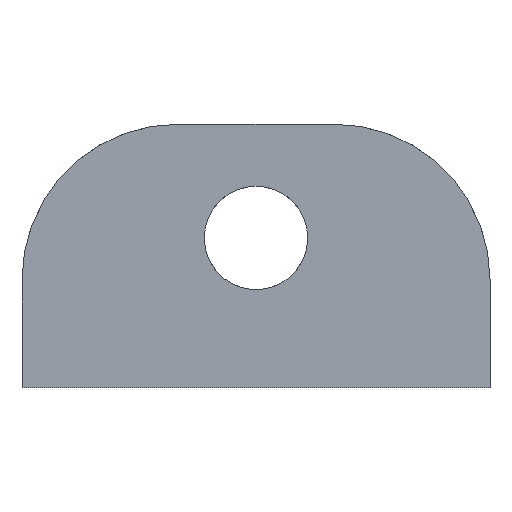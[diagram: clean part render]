
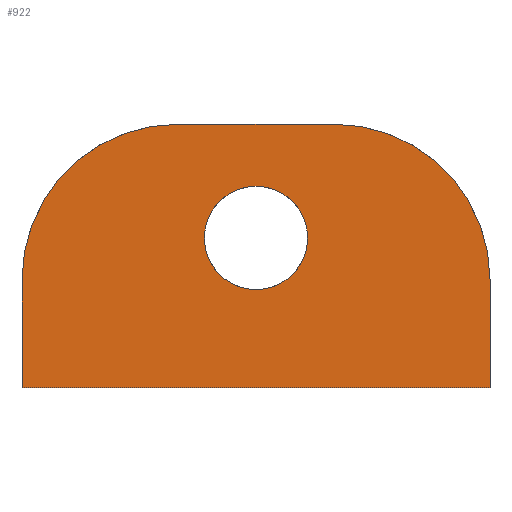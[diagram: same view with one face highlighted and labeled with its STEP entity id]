
A CAD part, front view. The second image highlights one B-rep face of the part: STEP entity #922.
In plain terms, the highlighted planar face has unit normal (0, -1, 0).
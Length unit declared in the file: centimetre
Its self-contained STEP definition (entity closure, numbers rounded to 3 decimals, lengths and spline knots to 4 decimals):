
#17=FACE_BOUND('',#129,.T.);
#26=PLANE('',#997);
#78=FACE_OUTER_BOUND('',#128,.T.);
#128=EDGE_LOOP('',(#821,#822,#823,#824,#825,#826));
#129=EDGE_LOOP('',(#827));
#141=CIRCLE('',#980,0.3321);
#148=CIRCLE('',#990,1.);
#149=CIRCLE('',#993,1.);
#256=LINE('',#2776,#305);
#264=LINE('',#3489,#313);
#267=LINE('',#3496,#316);
#272=LINE('',#3504,#321);
#305=VECTOR('',#1108,1.);
#313=VECTOR('',#1148,1.);
#316=VECTOR('',#1157,1.);
#321=VECTOR('',#1164,1.);
#396=VERTEX_POINT('',#2770);
#398=VERTEX_POINT('',#2774);
#399=VERTEX_POINT('',#3437);
#411=VERTEX_POINT('',#3482);
#412=VERTEX_POINT('',#3483);
#413=VERTEX_POINT('',#3488);
#414=VERTEX_POINT('',#3492);
#520=EDGE_CURVE('',#396,#398,#256,.T.);
#529=EDGE_CURVE('',#399,#399,#141,.T.);
#544=EDGE_CURVE('',#411,#412,#148,.T.);
#547=EDGE_CURVE('',#412,#413,#264,.T.);
#549=EDGE_CURVE('',#413,#414,#149,.T.);
#551=EDGE_CURVE('',#398,#414,#267,.T.);
#556=EDGE_CURVE('',#396,#411,#272,.T.);
#821=ORIENTED_EDGE('',*,*,#544,.F.);
#822=ORIENTED_EDGE('',*,*,#556,.F.);
#823=ORIENTED_EDGE('',*,*,#520,.T.);
#824=ORIENTED_EDGE('',*,*,#551,.T.);
#825=ORIENTED_EDGE('',*,*,#549,.F.);
#826=ORIENTED_EDGE('',*,*,#547,.F.);
#827=ORIENTED_EDGE('',*,*,#529,.T.);
#922=ADVANCED_FACE('',(#78,#17),#26,.T.);
#980=AXIS2_PLACEMENT_3D('',#3438,#1117,#1118);
#990=AXIS2_PLACEMENT_3D('',#3484,#1142,#1143);
#993=AXIS2_PLACEMENT_3D('',#3493,#1152,#1153);
#997=AXIS2_PLACEMENT_3D('',#3507,#1168,#1169);
#1108=DIRECTION('',(1.,0.,0.));
#1117=DIRECTION('center_axis',(0.,1.,0.));
#1118=DIRECTION('ref_axis',(0.,0.,-1.));
#1142=DIRECTION('center_axis',(0.,1.,0.));
#1143=DIRECTION('ref_axis',(-0.707,0.,0.707));
#1148=DIRECTION('',(1.,0.,0.));
#1152=DIRECTION('center_axis',(0.,1.,0.));
#1153=DIRECTION('ref_axis',(0.707,0.,0.707));
#1157=DIRECTION('',(0.,0.,1.));
#1164=DIRECTION('',(0.,0.,1.));
#1168=DIRECTION('center_axis',(0.,-1.,0.));
#1169=DIRECTION('ref_axis',(1.,0.,0.));
#2770=CARTESIAN_POINT('',(0.,0.,0.));
#2774=CARTESIAN_POINT('',(3.008,0.,0.));
#2776=CARTESIAN_POINT('',(0.,0.,0.));
#3437=CARTESIAN_POINT('',(1.504,0.,1.2951));
#3438=CARTESIAN_POINT('Origin',(1.504,0.,0.963));
#3482=CARTESIAN_POINT('',(0.,0.,0.694));
#3483=CARTESIAN_POINT('',(1.,0.,1.694));
#3484=CARTESIAN_POINT('Origin',(1.,0.,0.694));
#3488=CARTESIAN_POINT('',(2.008,0.,1.694));
#3489=CARTESIAN_POINT('',(0.,0.,1.694));
#3492=CARTESIAN_POINT('',(3.008,0.,0.694));
#3493=CARTESIAN_POINT('Origin',(2.008,0.,0.694));
#3496=CARTESIAN_POINT('',(3.008,0.,0.));
#3504=CARTESIAN_POINT('',(0.,0.,0.));
#3507=CARTESIAN_POINT('Origin',(0.,0.,0.));
